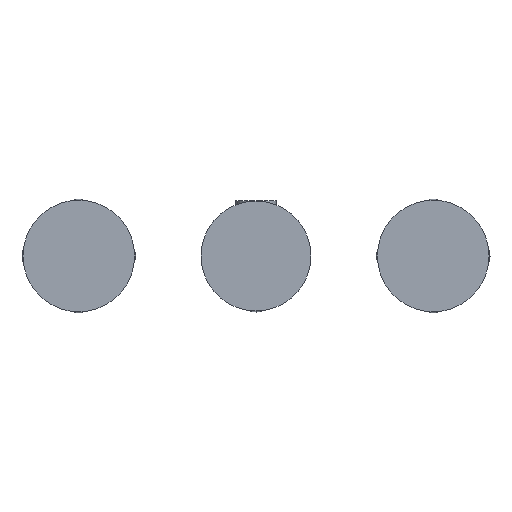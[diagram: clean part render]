
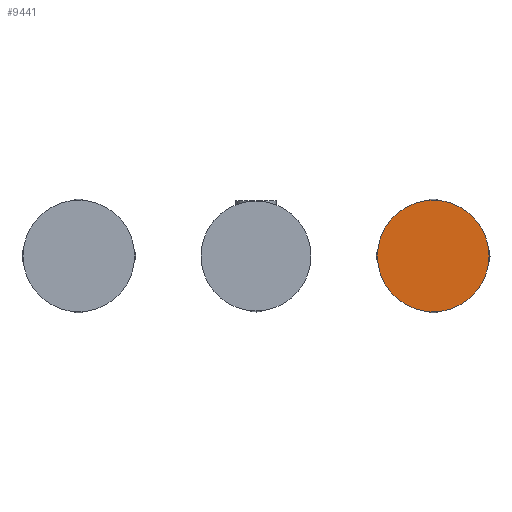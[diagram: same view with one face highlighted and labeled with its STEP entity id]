
A CAD part, front view. The second image highlights one B-rep face of the part: STEP entity #9441.
In plain terms, the highlighted planar face has unit normal (0, -1, 0).
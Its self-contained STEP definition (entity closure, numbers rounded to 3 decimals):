
#2145=CARTESIAN_POINT('',(200.,28.2,0.));
#2146=DIRECTION('',(0.,1.,0.));
#2147=DIRECTION('',(1.,0.,0.));
#2148=AXIS2_PLACEMENT_3D('',#2145,#2146,#2147);
#2150=CARTESIAN_POINT('',(200.,28.2,0.));
#2151=DIRECTION('',(0.,-1.,0.));
#2152=DIRECTION('',(1.,0.,0.));
#2153=AXIS2_PLACEMENT_3D('',#2150,#2151,#2152);
#6240=CARTESIAN_POINT('',(231.5,28.2,0.));
#6242=VERTEX_POINT('',#6240);
#6244=CARTESIAN_POINT('',(168.5,28.2,0.));
#6246=VERTEX_POINT('',#6244);
#9432=CARTESIAN_POINT('',(200.,28.2,0.));
#9433=DIRECTION('',(0.,-1.,0.));
#9434=DIRECTION('',(-1.,0.,0.));
#9435=AXIS2_PLACEMENT_3D('',#9432,#9433,#9434);
#9436=PLANE('',#9435);
#9437=ORIENTED_EDGE('',*,*,#9400,.T.);
#9438=ORIENTED_EDGE('',*,*,#9418,.F.);
#9439=EDGE_LOOP('',(#9437,#9438));
#9440=FACE_OUTER_BOUND('',#9439,.F.);
#9441=ADVANCED_FACE('',(#9440),#9436,.T.);
#2149=CIRCLE('',#2148,31.5);
#2154=CIRCLE('',#2153,31.5);
#9400=EDGE_CURVE('',#6242,#6246,#2149,.T.);
#9418=EDGE_CURVE('',#6242,#6246,#2154,.T.);
